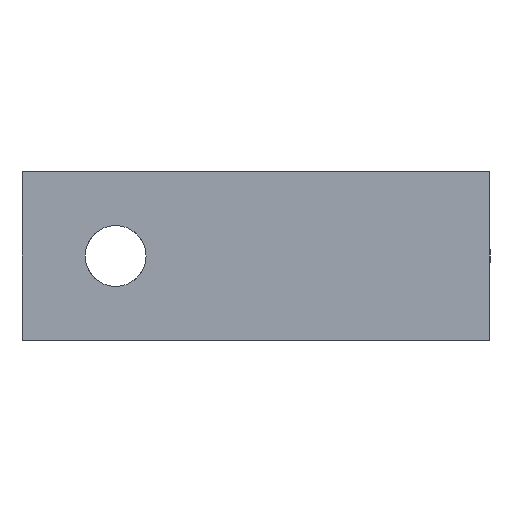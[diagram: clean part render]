
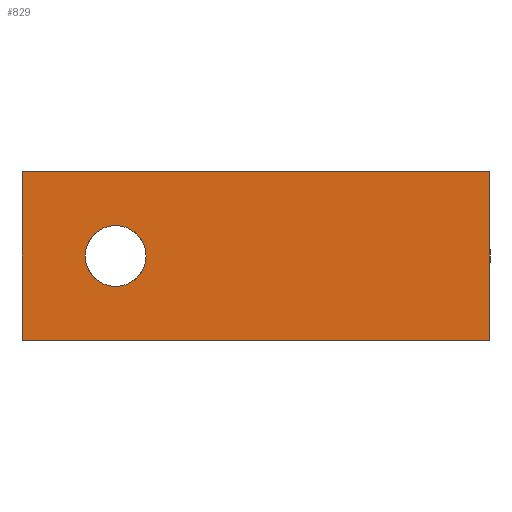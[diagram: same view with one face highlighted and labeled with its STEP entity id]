
A CAD part, front view. The second image highlights one B-rep face of the part: STEP entity #829.
In plain terms, the highlighted planar face has unit normal (0, -1, 0).
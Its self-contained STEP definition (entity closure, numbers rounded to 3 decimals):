
#1 = ORIENTED_EDGE ( 'NONE', *, *, #1273, .T. ) ;
#5 = DIRECTION ( 'NONE',  ( 1., 0., 0. ) ) ;
#10 = CARTESIAN_POINT ( 'NONE',  ( 0., 0., 9. ) ) ;
#16 = CARTESIAN_POINT ( 'NONE',  ( -50., 0., 9. ) ) ;
#23 = EDGE_CURVE ( 'NONE', #1279, #231, #810, .T. ) ;
#32 = ORIENTED_EDGE ( 'NONE', *, *, #589, .F. ) ;
#64 = CARTESIAN_POINT ( 'NONE',  ( -50., 0., 9. ) ) ;
#65 = ORIENTED_EDGE ( 'NONE', *, *, #494, .F. ) ;
#159 = VECTOR ( 'NONE', #1132, 1000. ) ;
#208 = CIRCLE ( 'NONE', #379, 3.25 ) ;
#231 = VERTEX_POINT ( 'NONE', #563 ) ;
#297 = FACE_BOUND ( 'NONE', #766, .T. ) ;
#329 = CARTESIAN_POINT ( 'NONE',  ( -50., 0., 9. ) ) ;
#348 = DIRECTION ( 'NONE',  ( -1., 0., 0. ) ) ;
#379 = AXIS2_PLACEMENT_3D ( 'NONE', #451, #1278, #348 ) ;
#416 = LINE ( 'NONE', #1251, #877 ) ;
#451 = CARTESIAN_POINT ( 'NONE',  ( -40., 0., 0. ) ) ;
#464 = VERTEX_POINT ( 'NONE', #64 ) ;
#480 = EDGE_LOOP ( 'NONE', ( #1, #65, #32, #1323 ) ) ;
#494 = EDGE_CURVE ( 'NONE', #542, #1021, #416, .T. ) ;
#520 = LINE ( 'NONE', #16, #1247 ) ;
#542 = VERTEX_POINT ( 'NONE', #10 ) ;
#548 = EDGE_CURVE ( 'NONE', #464, #616, #520, .T. ) ;
#563 = CARTESIAN_POINT ( 'NONE',  ( -43.25, 0., 0. ) ) ;
#589 = EDGE_CURVE ( 'NONE', #464, #542, #1261, .T. ) ;
#616 = VERTEX_POINT ( 'NONE', #1173 ) ;
#709 = FACE_OUTER_BOUND ( 'NONE', #480, .T. ) ;
#766 = EDGE_LOOP ( 'NONE', ( #807, #836 ) ) ;
#783 = DIRECTION ( 'NONE',  ( 0., 1., 0. ) ) ;
#799 = CARTESIAN_POINT ( 'NONE',  ( -40., 0., 0. ) ) ;
#807 = ORIENTED_EDGE ( 'NONE', *, *, #966, .T. ) ;
#810 = CIRCLE ( 'NONE', #832, 3.25 ) ;
#827 = LINE ( 'NONE', #1334, #849 ) ;
#829 = ADVANCED_FACE ( 'NONE', ( #297, #709 ), #884, .F. ) ;
#832 = AXIS2_PLACEMENT_3D ( 'NONE', #799, #914, #1218 ) ;
#836 = ORIENTED_EDGE ( 'NONE', *, *, #23, .T. ) ;
#842 = CARTESIAN_POINT ( 'NONE',  ( 0., 0., -9. ) ) ;
#849 = VECTOR ( 'NONE', #5, 1000. ) ;
#855 = AXIS2_PLACEMENT_3D ( 'NONE', #898, #783, #1325 ) ;
#877 = VECTOR ( 'NONE', #950, 1000. ) ;
#884 = PLANE ( 'NONE',  #855 ) ;
#898 = CARTESIAN_POINT ( 'NONE',  ( -50., 0., 9. ) ) ;
#914 = DIRECTION ( 'NONE',  ( 0., 1., 0. ) ) ;
#932 = DIRECTION ( 'NONE',  ( 0., 0., -1. ) ) ;
#950 = DIRECTION ( 'NONE',  ( 0., 0., -1. ) ) ;
#966 = EDGE_CURVE ( 'NONE', #231, #1279, #208, .T. ) ;
#1012 = CARTESIAN_POINT ( 'NONE',  ( -36.75, 0., 0. ) ) ;
#1021 = VERTEX_POINT ( 'NONE', #842 ) ;
#1132 = DIRECTION ( 'NONE',  ( 1., 0., 0. ) ) ;
#1173 = CARTESIAN_POINT ( 'NONE',  ( -50., 0., -9. ) ) ;
#1218 = DIRECTION ( 'NONE',  ( -1., 0., 0. ) ) ;
#1247 = VECTOR ( 'NONE', #932, 1000. ) ;
#1251 = CARTESIAN_POINT ( 'NONE',  ( 0., 0., 9. ) ) ;
#1261 = LINE ( 'NONE', #329, #159 ) ;
#1273 = EDGE_CURVE ( 'NONE', #616, #1021, #827, .T. ) ;
#1278 = DIRECTION ( 'NONE',  ( 0., 1., 0. ) ) ;
#1279 = VERTEX_POINT ( 'NONE', #1012 ) ;
#1323 = ORIENTED_EDGE ( 'NONE', *, *, #548, .T. ) ;
#1325 = DIRECTION ( 'NONE',  ( -1., 0., 0. ) ) ;
#1334 = CARTESIAN_POINT ( 'NONE',  ( -50., 0., -9. ) ) ;
